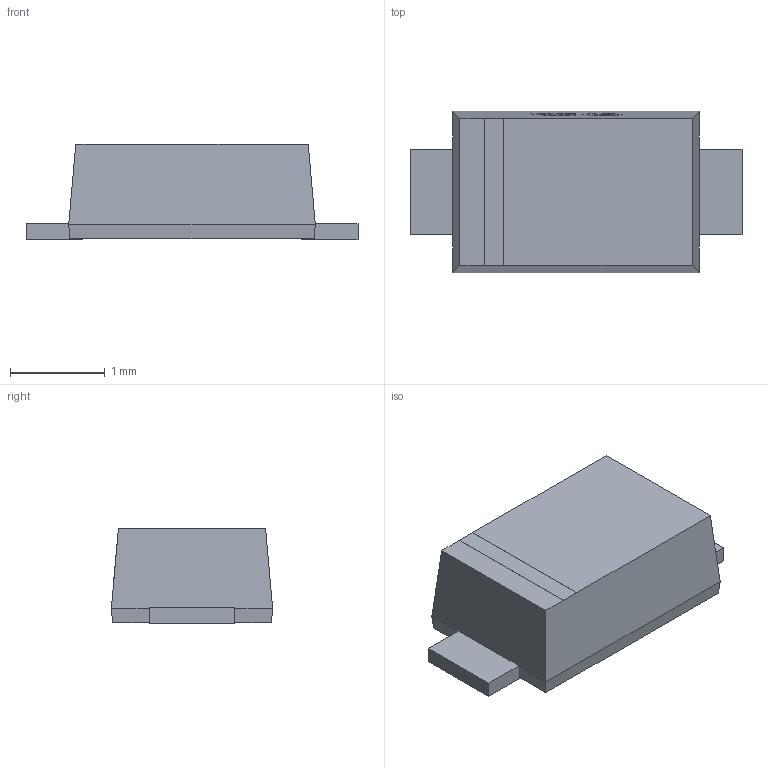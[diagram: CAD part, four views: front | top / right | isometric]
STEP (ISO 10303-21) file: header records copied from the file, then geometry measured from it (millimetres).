
FILE_DESCRIPTION (( 'STEP AP214' ), '1' );
FILE_NAME ('SOD-123_L2.6-W1.7-LS3.5-RD.step', '2022-07-29T07:46:33', ( '' ), ( '' ), 'SwSTEP 2.0', 'SolidWorks 2020', '' );
FILE_SCHEMA (( 'AUTOMOTIVE_DESIGN' ));
Length unit declared in the file: millimetre
Products named in the file (1): SOD-123_L2.6-W1.7-LS3.5-RD
Bounding box: 3.5 x 1.7 x 1.01 mm (x, y, z)
Volume: 4.3 mm3; surface area: 18.5 mm2
Topology: 1 solids, 1 shells, 252 faces, 689 edges, 458 vertices
Faces by surface type: plane 154, bspline 98
Entity records: 11219 total; most frequent: CARTESIAN_POINT 2706, ORIENTED_EDGE 1378, DIRECTION 799, EDGE_CURVE 689, LINE 489, VECTOR 489, VERTEX_POINT 458, EDGE_LOOP 271
